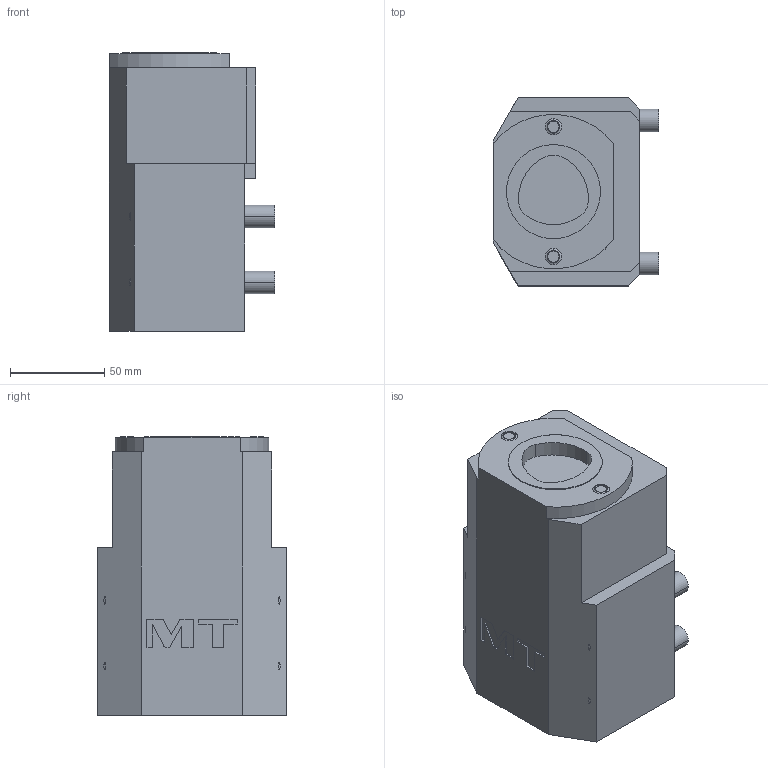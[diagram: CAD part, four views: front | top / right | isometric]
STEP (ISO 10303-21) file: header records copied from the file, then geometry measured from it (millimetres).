
FILE_DESCRIPTION((''),'2;1');
FILE_NAME('MSL0685010_CONF','2024-09-12T10:43:12',('gvalli'),('M.T. srl'),'CREO PARAMETRIC BY PTC INC, 2023352','CREO PARAMETRIC BY PTC INC, 2023352','');
FILE_SCHEMA(('CONFIG_CONTROL_DESIGN'));
Length unit declared in the file: millimetre
Products named in the file (1): MSL0685010_CONF
Bounding box: 88 x 100 x 148 mm (x, y, z)
Volume: 966427.9 mm3; surface area: 66704.8 mm2
Topology: 1 solids, 1 shells, 91 faces, 229 edges, 153 vertices
Faces by surface type: plane 54, cylinder 21, cone 6, sphere 4, torus 4, extrusion 2
Entity records: 3128 total; most frequent: CARTESIAN_POINT 862, DIRECTION 457, ORIENTED_EDGE 454, EDGE_CURVE 227, VECTOR 155, LINE 153, VERTEX_POINT 153, AXIS2_PLACEMENT_3D 151
